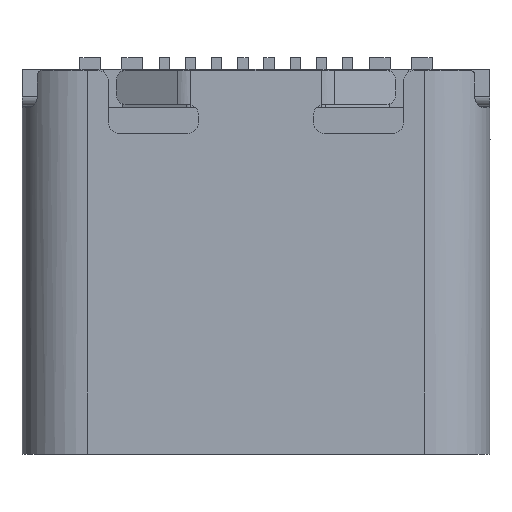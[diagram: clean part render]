
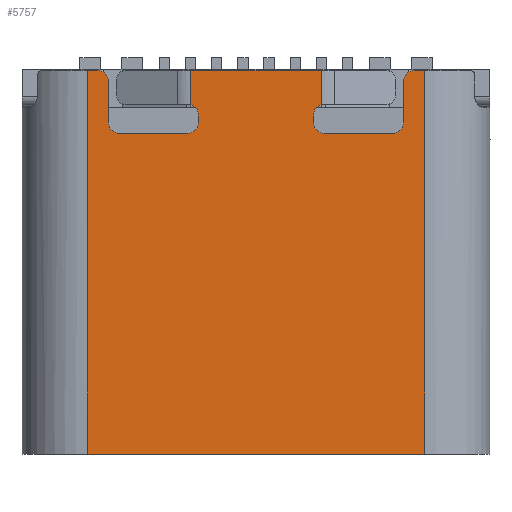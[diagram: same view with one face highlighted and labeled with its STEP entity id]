
A CAD part, top view. The second image highlights one B-rep face of the part: STEP entity #5757.
In plain terms, the highlighted planar face has unit normal (0, 0, 1).
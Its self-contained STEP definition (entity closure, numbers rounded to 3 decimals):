
#169=FACE_OUTER_BOUND('',#469,.T.);
#469=EDGE_LOOP('',(#3701,#3702,#3703,#3704,#3705,#3706,#3707,#3708,#3709,
#3710,#3711,#3712,#3713,#3714,#3715,#3716,#3717,#3718,#3719,#3720,#3721,
#3722));
#775=CIRCLE('',#6081,0.2);
#776=CIRCLE('',#6082,0.2);
#777=CIRCLE('',#6083,0.2);
#778=CIRCLE('',#6084,0.2);
#779=CIRCLE('',#6085,0.2);
#780=CIRCLE('',#6086,0.2);
#781=CIRCLE('',#6087,0.2);
#782=CIRCLE('',#6088,0.2);
#944=LINE('',#8251,#1604);
#949=LINE('',#8265,#1609);
#958=LINE('',#8310,#1618);
#959=LINE('',#8312,#1619);
#960=LINE('',#8316,#1620);
#961=LINE('',#8320,#1621);
#962=LINE('',#8324,#1622);
#963=LINE('',#8328,#1623);
#964=LINE('',#8330,#1624);
#965=LINE('',#8332,#1625);
#966=LINE('',#8333,#1626);
#967=LINE('',#8337,#1627);
#968=LINE('',#8341,#1628);
#969=LINE('',#8345,#1629);
#1604=VECTOR('',#6540,1.);
#1609=VECTOR('',#6551,1.);
#1618=VECTOR('',#6582,1.);
#1619=VECTOR('',#6583,1.);
#1620=VECTOR('',#6586,1.);
#1621=VECTOR('',#6589,1.);
#1622=VECTOR('',#6592,1.);
#1623=VECTOR('',#6595,1.);
#1624=VECTOR('',#6596,1.);
#1625=VECTOR('',#6597,1.);
#1626=VECTOR('',#6598,1.);
#1627=VECTOR('',#6601,1.);
#1628=VECTOR('',#6604,1.);
#1629=VECTOR('',#6609,1.);
#2278=VERTEX_POINT('',#8248);
#2279=VERTEX_POINT('',#8250);
#2281=VERTEX_POINT('',#8255);
#2285=VERTEX_POINT('',#8263);
#2299=VERTEX_POINT('',#8308);
#2300=VERTEX_POINT('',#8309);
#2301=VERTEX_POINT('',#8311);
#2302=VERTEX_POINT('',#8313);
#2303=VERTEX_POINT('',#8315);
#2304=VERTEX_POINT('',#8317);
#2305=VERTEX_POINT('',#8319);
#2306=VERTEX_POINT('',#8321);
#2307=VERTEX_POINT('',#8323);
#2308=VERTEX_POINT('',#8325);
#2309=VERTEX_POINT('',#8327);
#2310=VERTEX_POINT('',#8329);
#2311=VERTEX_POINT('',#8331);
#2312=VERTEX_POINT('',#8334);
#2313=VERTEX_POINT('',#8336);
#2314=VERTEX_POINT('',#8338);
#2315=VERTEX_POINT('',#8340);
#2316=VERTEX_POINT('',#8343);
#2834=EDGE_CURVE('',#2279,#2278,#944,.T.);
#2841=EDGE_CURVE('',#2281,#2285,#949,.T.);
#2857=EDGE_CURVE('',#2299,#2300,#958,.T.);
#2858=EDGE_CURVE('',#2301,#2300,#959,.T.);
#2859=EDGE_CURVE('',#2302,#2301,#775,.T.);
#2860=EDGE_CURVE('',#2303,#2302,#960,.T.);
#2861=EDGE_CURVE('',#2304,#2303,#776,.T.);
#2862=EDGE_CURVE('',#2304,#2305,#961,.T.);
#2863=EDGE_CURVE('',#2306,#2305,#777,.T.);
#2864=EDGE_CURVE('',#2306,#2307,#962,.T.);
#2865=EDGE_CURVE('',#2308,#2307,#778,.T.);
#2866=EDGE_CURVE('',#2309,#2308,#963,.T.);
#2867=EDGE_CURVE('',#2309,#2310,#964,.T.);
#2868=EDGE_CURVE('',#2311,#2310,#965,.T.);
#2869=EDGE_CURVE('',#2281,#2311,#966,.T.);
#2870=EDGE_CURVE('',#2285,#2312,#779,.T.);
#2871=EDGE_CURVE('',#2313,#2312,#967,.T.);
#2872=EDGE_CURVE('',#2313,#2314,#780,.T.);
#2873=EDGE_CURVE('',#2315,#2314,#968,.T.);
#2874=EDGE_CURVE('',#2315,#2279,#781,.T.);
#2875=EDGE_CURVE('',#2278,#2316,#782,.T.);
#2876=EDGE_CURVE('',#2316,#2299,#969,.T.);
#3701=ORIENTED_EDGE('',*,*,#2857,.T.);
#3702=ORIENTED_EDGE('',*,*,#2858,.F.);
#3703=ORIENTED_EDGE('',*,*,#2859,.F.);
#3704=ORIENTED_EDGE('',*,*,#2860,.F.);
#3705=ORIENTED_EDGE('',*,*,#2861,.F.);
#3706=ORIENTED_EDGE('',*,*,#2862,.T.);
#3707=ORIENTED_EDGE('',*,*,#2863,.F.);
#3708=ORIENTED_EDGE('',*,*,#2864,.T.);
#3709=ORIENTED_EDGE('',*,*,#2865,.F.);
#3710=ORIENTED_EDGE('',*,*,#2866,.F.);
#3711=ORIENTED_EDGE('',*,*,#2867,.T.);
#3712=ORIENTED_EDGE('',*,*,#2868,.F.);
#3713=ORIENTED_EDGE('',*,*,#2869,.F.);
#3714=ORIENTED_EDGE('',*,*,#2841,.T.);
#3715=ORIENTED_EDGE('',*,*,#2870,.T.);
#3716=ORIENTED_EDGE('',*,*,#2871,.F.);
#3717=ORIENTED_EDGE('',*,*,#2872,.T.);
#3718=ORIENTED_EDGE('',*,*,#2873,.F.);
#3719=ORIENTED_EDGE('',*,*,#2874,.T.);
#3720=ORIENTED_EDGE('',*,*,#2834,.T.);
#3721=ORIENTED_EDGE('',*,*,#2875,.T.);
#3722=ORIENTED_EDGE('',*,*,#2876,.T.);
#5305=PLANE('',#6080);
#5757=ADVANCED_FACE('',(#169),#5305,.T.);
#6080=AXIS2_PLACEMENT_3D('',#8307,#6580,#6581);
#6081=AXIS2_PLACEMENT_3D('',#8314,#6584,#6585);
#6082=AXIS2_PLACEMENT_3D('',#8318,#6587,#6588);
#6083=AXIS2_PLACEMENT_3D('',#8322,#6590,#6591);
#6084=AXIS2_PLACEMENT_3D('',#8326,#6593,#6594);
#6085=AXIS2_PLACEMENT_3D('',#8335,#6599,#6600);
#6086=AXIS2_PLACEMENT_3D('',#8339,#6602,#6603);
#6087=AXIS2_PLACEMENT_3D('',#8342,#6605,#6606);
#6088=AXIS2_PLACEMENT_3D('',#8344,#6607,#6608);
#6540=DIRECTION('',(0.,1.,0.));
#6551=DIRECTION('',(-1.,0.,0.));
#6580=DIRECTION('center_axis',(0.,0.,1.));
#6581=DIRECTION('ref_axis',(0.,-1.,0.));
#6582=DIRECTION('',(-1.,0.,0.));
#6583=DIRECTION('',(0.,1.,0.));
#6584=DIRECTION('center_axis',(0.,0.,1.));
#6585=DIRECTION('ref_axis',(0.,-1.,0.));
#6586=DIRECTION('',(0.,1.,0.));
#6587=DIRECTION('center_axis',(0.,0.,1.));
#6588=DIRECTION('ref_axis',(0.,-1.,0.));
#6589=DIRECTION('',(-1.,0.,0.));
#6590=DIRECTION('center_axis',(0.,0.,1.));
#6591=DIRECTION('ref_axis',(0.,-1.,0.));
#6592=DIRECTION('',(0.,1.,0.));
#6593=DIRECTION('center_axis',(0.,0.,-1.));
#6594=DIRECTION('ref_axis',(0.,-1.,0.));
#6595=DIRECTION('',(1.,0.,0.));
#6596=DIRECTION('',(0.,-1.,0.));
#6597=DIRECTION('',(-1.,0.,0.));
#6598=DIRECTION('',(0.,-1.,0.));
#6599=DIRECTION('center_axis',(0.,0.,1.));
#6600=DIRECTION('ref_axis',(0.,-1.,0.));
#6601=DIRECTION('',(0.,1.,0.));
#6602=DIRECTION('center_axis',(0.,0.,-1.));
#6603=DIRECTION('ref_axis',(0.,-1.,0.));
#6604=DIRECTION('',(1.,0.,0.));
#6605=DIRECTION('center_axis',(0.,0.,-1.));
#6606=DIRECTION('ref_axis',(0.,-1.,0.));
#6607=DIRECTION('center_axis',(0.,0.,-1.));
#6608=DIRECTION('ref_axis',(0.,-1.,0.));
#6609=DIRECTION('',(0.,1.,0.));
#8248=CARTESIAN_POINT('',(1.1,1.49,3.26));
#8250=CARTESIAN_POINT('',(1.1,1.34,3.26));
#8251=CARTESIAN_POINT('',(1.1,1.14,3.26));
#8255=CARTESIAN_POINT('',(3.22,2.34,3.26));
#8263=CARTESIAN_POINT('',(3.02,2.34,3.26));
#8265=CARTESIAN_POINT('',(-3.22,2.34,3.26));
#8307=CARTESIAN_POINT('Origin',(-3.22,2.34,3.26));
#8308=CARTESIAN_POINT('',(1.246,2.34,3.26));
#8309=CARTESIAN_POINT('',(-1.246,2.34,3.26));
#8310=CARTESIAN_POINT('',(-1.1,2.34,3.26));
#8311=CARTESIAN_POINT('',(-1.246,1.683,3.26));
#8312=CARTESIAN_POINT('',(-1.246,1.69,3.26));
#8313=CARTESIAN_POINT('',(-1.1,1.49,3.26));
#8314=CARTESIAN_POINT('Origin',(-1.3,1.49,3.26));
#8315=CARTESIAN_POINT('',(-1.1,1.34,3.26));
#8316=CARTESIAN_POINT('',(-1.1,1.14,3.26));
#8317=CARTESIAN_POINT('',(-1.3,1.14,3.26));
#8318=CARTESIAN_POINT('Origin',(-1.3,1.34,3.26));
#8319=CARTESIAN_POINT('',(-2.62,1.14,3.26));
#8320=CARTESIAN_POINT('',(-2.82,1.14,3.26));
#8321=CARTESIAN_POINT('',(-2.82,1.34,3.26));
#8322=CARTESIAN_POINT('Origin',(-2.62,1.34,3.26));
#8323=CARTESIAN_POINT('',(-2.82,2.14,3.26));
#8324=CARTESIAN_POINT('',(-2.82,2.34,3.26));
#8325=CARTESIAN_POINT('',(-3.02,2.34,3.26));
#8326=CARTESIAN_POINT('Origin',(-3.02,2.14,3.26));
#8327=CARTESIAN_POINT('',(-3.22,2.34,3.26));
#8328=CARTESIAN_POINT('',(3.22,2.34,3.26));
#8329=CARTESIAN_POINT('',(-3.22,-4.99,3.26));
#8330=CARTESIAN_POINT('',(-3.22,2.34,3.26));
#8331=CARTESIAN_POINT('',(3.22,-4.99,3.26));
#8332=CARTESIAN_POINT('',(-3.22,-4.99,3.26));
#8333=CARTESIAN_POINT('',(3.22,2.34,3.26));
#8334=CARTESIAN_POINT('',(2.82,2.14,3.26));
#8335=CARTESIAN_POINT('Origin',(3.02,2.14,3.26));
#8336=CARTESIAN_POINT('',(2.82,1.34,3.26));
#8337=CARTESIAN_POINT('',(2.82,2.34,3.26));
#8338=CARTESIAN_POINT('',(2.62,1.14,3.26));
#8339=CARTESIAN_POINT('Origin',(2.62,1.34,3.26));
#8340=CARTESIAN_POINT('',(1.3,1.14,3.26));
#8341=CARTESIAN_POINT('',(2.82,1.14,3.26));
#8342=CARTESIAN_POINT('Origin',(1.3,1.34,3.26));
#8343=CARTESIAN_POINT('',(1.246,1.683,3.26));
#8344=CARTESIAN_POINT('Origin',(1.3,1.49,3.26));
#8345=CARTESIAN_POINT('',(1.246,1.69,3.26));
